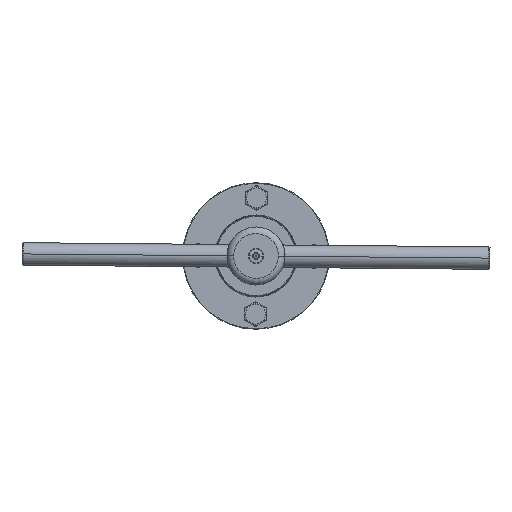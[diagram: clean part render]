
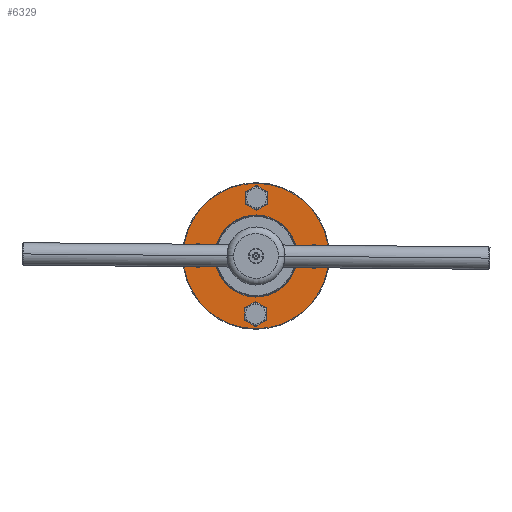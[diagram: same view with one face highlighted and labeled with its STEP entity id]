
A CAD part, left-side view. The second image highlights one B-rep face of the part: STEP entity #6329.
In plain terms, the highlighted planar face has unit normal (-1, 0, 0).
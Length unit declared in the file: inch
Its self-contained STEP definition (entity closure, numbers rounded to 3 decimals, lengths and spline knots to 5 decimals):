
#97 = EDGE_CURVE ( 'NONE', #12529, #12641, #6629, .T. ) ;
#102 = EDGE_CURVE ( 'NONE', #1495, #7720, #6635, .T. ) ;
#122 = EDGE_CURVE ( 'NONE', #12959, #7736, #6655, .T. ) ;
#123 = EDGE_CURVE ( 'NONE', #1477, #13046, #6666, .T. ) ;
#125 = EDGE_CURVE ( 'NONE', #12940, #7688, #6668, .T. ) ;
#142 = EDGE_CURVE ( 'NONE', #12949, #12761, #6695, .T. ) ;
#250 = AXIS2_PLACEMENT_3D ( 'NONE', #13939, #13943, #14324 ) ;
#252 = AXIS2_PLACEMENT_3D ( 'NONE', #13804, #13806, #13807 ) ;
#260 = AXIS2_PLACEMENT_3D ( 'NONE', #14221, #14225, #14227 ) ;
#261 = AXIS2_PLACEMENT_3D ( 'NONE', #14233, #14238, #14244 ) ;
#263 = AXIS2_PLACEMENT_3D ( 'NONE', #14266, #14268, #14272 ) ;
#270 = AXIS2_PLACEMENT_3D ( 'NONE', #12104, #12110, #12003 ) ;
#325 = AXIS2_PLACEMENT_3D ( 'NONE', #11831, #11810, #11746 ) ;
#352 = AXIS2_PLACEMENT_3D ( 'NONE', #12020, #12264, #11804 ) ;
#906 = AXIS2_PLACEMENT_3D ( 'NONE', #9742, #9570, #9591 ) ;
#1129 = CIRCLE ( 'NONE', #325, 0.724 ) ;
#1206 = CIRCLE ( 'NONE', #352, 0.13 ) ;
#1477 = VERTEX_POINT ( 'NONE', #12168 ) ;
#1495 = VERTEX_POINT ( 'NONE', #11807 ) ;
#3941 = CIRCLE ( 'NONE', #9279, 0.13 ) ;
#3948 = CIRCLE ( 'NONE', #9281, 0.13 ) ;
#3996 = CIRCLE ( 'NONE', #9303, 1.282 ) ;
#4038 = CIRCLE ( 'NONE', #9322, 0.13 ) ;
#4407 = CARTESIAN_POINT ( 'NONE',  ( -2.451, 0., 1.15362 ) ) ;
#4479 = CARTESIAN_POINT ( 'NONE',  ( -2.451, 0., -1.15362 ) ) ;
#4543 = CARTESIAN_POINT ( 'NONE',  ( -2.451, 1.02362, -0.13 ) ) ;
#4565 = CARTESIAN_POINT ( 'NONE',  ( -2.451, -1.02362, -0.13 ) ) ;
#5207 = EDGE_CURVE ( 'NONE', #12641, #12529, #1129, .T. ) ;
#5267 = EDGE_CURVE ( 'NONE', #7688, #12940, #1206, .T. ) ;
#6329 = ADVANCED_FACE ( 'NONE', ( #6944, #6945, #6943, #6946, #6948, #6949 ), #9490, .T. ) ;
#6401 = ORIENTED_EDGE ( 'NONE', *, *, #15326, .T. ) ;
#6403 = ORIENTED_EDGE ( 'NONE', *, *, #102, .T. ) ;
#6405 = ORIENTED_EDGE ( 'NONE', *, *, #125, .T. ) ;
#6406 = ORIENTED_EDGE ( 'NONE', *, *, #5267, .T. ) ;
#6408 = ORIENTED_EDGE ( 'NONE', *, *, #123, .T. ) ;
#6410 = ORIENTED_EDGE ( 'NONE', *, *, #15283, .T. ) ;
#6412 = ORIENTED_EDGE ( 'NONE', *, *, #122, .T. ) ;
#6413 = ORIENTED_EDGE ( 'NONE', *, *, #15363, .T. ) ;
#6415 = ORIENTED_EDGE ( 'NONE', *, *, #142, .T. ) ;
#6417 = ORIENTED_EDGE ( 'NONE', *, *, #15287, .T. ) ;
#6419 = ORIENTED_EDGE ( 'NONE', *, *, #5207, .T. ) ;
#6421 = ORIENTED_EDGE ( 'NONE', *, *, #97, .T. ) ;
#6629 = CIRCLE ( 'NONE', #250, 0.724 ) ;
#6635 = CIRCLE ( 'NONE', #252, 1.282 ) ;
#6655 = CIRCLE ( 'NONE', #260, 0.13 ) ;
#6666 = CIRCLE ( 'NONE', #261, 0.13 ) ;
#6668 = CIRCLE ( 'NONE', #263, 0.13 ) ;
#6695 = CIRCLE ( 'NONE', #270, 0.13 ) ;
#6943 = FACE_BOUND ( 'NONE', #8011, .T. ) ;
#6944 = FACE_OUTER_BOUND ( 'NONE', #8006, .T. ) ;
#6945 = FACE_BOUND ( 'NONE', #7987, .T. ) ;
#6946 = FACE_BOUND ( 'NONE', #7991, .T. ) ;
#6948 = FACE_BOUND ( 'NONE', #8015, .T. ) ;
#6949 = FACE_BOUND ( 'NONE', #8009, .T. ) ;
#7119 = CARTESIAN_POINT ( 'NONE',  ( -2.451, 0., -0.89362 ) ) ;
#7149 = CARTESIAN_POINT ( 'NONE',  ( -2.451, 0., 1.282 ) ) ;
#7182 = CARTESIAN_POINT ( 'NONE',  ( -2.451, -1.02362, 0.13 ) ) ;
#7688 = VERTEX_POINT ( 'NONE', #7182 ) ;
#7720 = VERTEX_POINT ( 'NONE', #7149 ) ;
#7736 = VERTEX_POINT ( 'NONE', #7119 ) ;
#7987 = EDGE_LOOP ( 'NONE', ( #6405, #6406 ) ) ;
#7991 = EDGE_LOOP ( 'NONE', ( #6412, #6413 ) ) ;
#8006 = EDGE_LOOP ( 'NONE', ( #6401, #6403 ) ) ;
#8009 = EDGE_LOOP ( 'NONE', ( #6419, #6421 ) ) ;
#8011 = EDGE_LOOP ( 'NONE', ( #6408, #6410 ) ) ;
#8015 = EDGE_LOOP ( 'NONE', ( #6415, #6417 ) ) ;
#9279 = AXIS2_PLACEMENT_3D ( 'NONE', #10536, #10872, #10656 ) ;
#9281 = AXIS2_PLACEMENT_3D ( 'NONE', #11133, #11059, #11023 ) ;
#9303 = AXIS2_PLACEMENT_3D ( 'NONE', #10947, #10949, #10943 ) ;
#9322 = AXIS2_PLACEMENT_3D ( 'NONE', #10452, #10450, #10445 ) ;
#9490 = PLANE ( 'NONE',  #906 ) ;
#9570 = DIRECTION ( 'NONE',  ( -1., 0., 0. ) ) ;
#9591 = DIRECTION ( 'NONE',  ( 0., 0., 1. ) ) ;
#9742 = CARTESIAN_POINT ( 'NONE',  ( -2.451, 0., -0.724 ) ) ;
#10445 = DIRECTION ( 'NONE',  ( 0., 0., 1. ) ) ;
#10450 = DIRECTION ( 'NONE',  ( 1., 0., 0. ) ) ;
#10452 = CARTESIAN_POINT ( 'NONE',  ( -2.451, 0., -1.02362 ) ) ;
#10536 = CARTESIAN_POINT ( 'NONE',  ( -2.451, 0., 1.02362 ) ) ;
#10656 = DIRECTION ( 'NONE',  ( 0., 0., 1. ) ) ;
#10872 = DIRECTION ( 'NONE',  ( 1., 0., 0. ) ) ;
#10943 = DIRECTION ( 'NONE',  ( 0., 0., 1. ) ) ;
#10947 = CARTESIAN_POINT ( 'NONE',  ( -2.451, 0., 0. ) ) ;
#10949 = DIRECTION ( 'NONE',  ( -1., 0., 0. ) ) ;
#11023 = DIRECTION ( 'NONE',  ( 0., 0., 1. ) ) ;
#11059 = DIRECTION ( 'NONE',  ( 1., 0., 0. ) ) ;
#11133 = CARTESIAN_POINT ( 'NONE',  ( -2.451, 1.02362, 0. ) ) ;
#11746 = DIRECTION ( 'NONE',  ( 0., 0., -1. ) ) ;
#11804 = DIRECTION ( 'NONE',  ( 0., 0., 1. ) ) ;
#11807 = CARTESIAN_POINT ( 'NONE',  ( -2.451, 0., -1.282 ) ) ;
#11810 = DIRECTION ( 'NONE',  ( 1., 0., 0. ) ) ;
#11831 = CARTESIAN_POINT ( 'NONE',  ( -2.451, 0., 0. ) ) ;
#12003 = DIRECTION ( 'NONE',  ( 0., 0., 1. ) ) ;
#12020 = CARTESIAN_POINT ( 'NONE',  ( -2.451, -1.02362, 0. ) ) ;
#12104 = CARTESIAN_POINT ( 'NONE',  ( -2.451, 1.02362, 0. ) ) ;
#12110 = DIRECTION ( 'NONE',  ( 1., 0., 0. ) ) ;
#12168 = CARTESIAN_POINT ( 'NONE',  ( -2.451, 0., 0.89362 ) ) ;
#12264 = DIRECTION ( 'NONE',  ( 1., 0., 0. ) ) ;
#12529 = VERTEX_POINT ( 'NONE', #14902 ) ;
#12641 = VERTEX_POINT ( 'NONE', #14859 ) ;
#12761 = VERTEX_POINT ( 'NONE', #14780 ) ;
#12940 = VERTEX_POINT ( 'NONE', #4565 ) ;
#12949 = VERTEX_POINT ( 'NONE', #4543 ) ;
#12959 = VERTEX_POINT ( 'NONE', #4479 ) ;
#13046 = VERTEX_POINT ( 'NONE', #4407 ) ;
#13804 = CARTESIAN_POINT ( 'NONE',  ( -2.451, 0., 0. ) ) ;
#13806 = DIRECTION ( 'NONE',  ( -1., 0., 0. ) ) ;
#13807 = DIRECTION ( 'NONE',  ( 0., 0., 1. ) ) ;
#13939 = CARTESIAN_POINT ( 'NONE',  ( -2.451, 0., 0. ) ) ;
#13943 = DIRECTION ( 'NONE',  ( 1., 0., 0. ) ) ;
#14221 = CARTESIAN_POINT ( 'NONE',  ( -2.451, 0., -1.02362 ) ) ;
#14225 = DIRECTION ( 'NONE',  ( 1., 0., 0. ) ) ;
#14227 = DIRECTION ( 'NONE',  ( 0., 0., 1. ) ) ;
#14233 = CARTESIAN_POINT ( 'NONE',  ( -2.451, 0., 1.02362 ) ) ;
#14238 = DIRECTION ( 'NONE',  ( 1., 0., 0. ) ) ;
#14244 = DIRECTION ( 'NONE',  ( 0., 0., 1. ) ) ;
#14266 = CARTESIAN_POINT ( 'NONE',  ( -2.451, -1.02362, 0. ) ) ;
#14268 = DIRECTION ( 'NONE',  ( 1., 0., 0. ) ) ;
#14272 = DIRECTION ( 'NONE',  ( 0., 0., 1. ) ) ;
#14324 = DIRECTION ( 'NONE',  ( 0., 0., -1. ) ) ;
#14780 = CARTESIAN_POINT ( 'NONE',  ( -2.451, 1.02362, 0.13 ) ) ;
#14859 = CARTESIAN_POINT ( 'NONE',  ( -2.451, 0., -0.724 ) ) ;
#14902 = CARTESIAN_POINT ( 'NONE',  ( -2.451, 0., 0.724 ) ) ;
#15283 = EDGE_CURVE ( 'NONE', #13046, #1477, #3941, .T. ) ;
#15287 = EDGE_CURVE ( 'NONE', #12761, #12949, #3948, .T. ) ;
#15326 = EDGE_CURVE ( 'NONE', #7720, #1495, #3996, .T. ) ;
#15363 = EDGE_CURVE ( 'NONE', #7736, #12959, #4038, .T. ) ;
